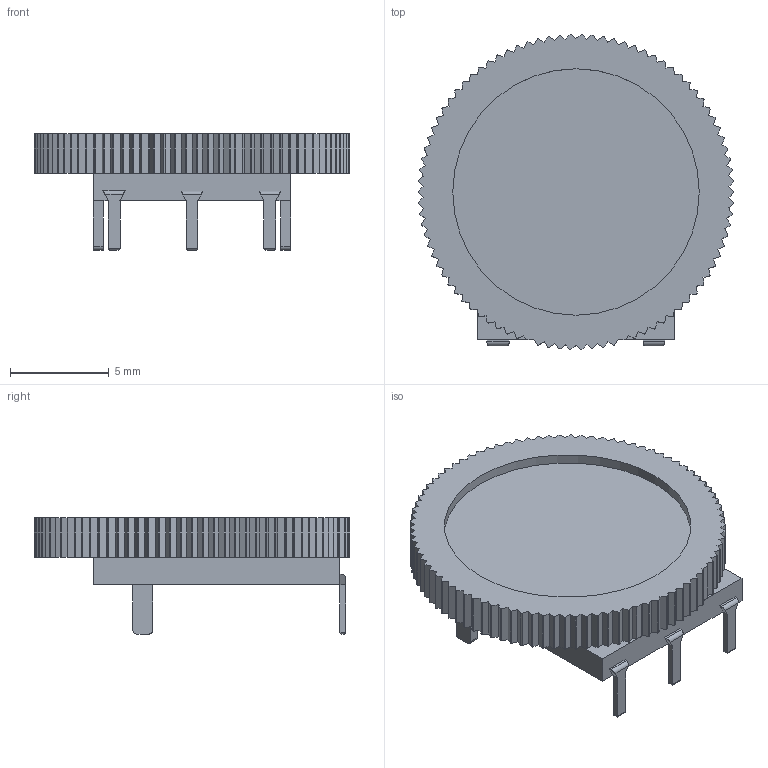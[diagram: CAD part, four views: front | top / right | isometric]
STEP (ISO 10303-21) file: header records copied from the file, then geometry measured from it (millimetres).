
FILE_DESCRIPTION(/* description */ (''),/* implementation_level */ '2;1');
FILE_NAME(/* name */ 'R0141-2-20k.step',/* time_stamp */ '2023-04-12T11:59:25+02:00',/* author */ (''),/* organization */ (''),/* preprocessor_version */ 'ST-DEVELOPER v19.2',/* originating_system */ 'Autodesk Translation Framework v12.4.0.73',/* authorisation */ '');
FILE_SCHEMA (('AUTOMOTIVE_DESIGN { 1 0 10303 214 3 1 1 }'));
Length unit declared in the file: millimetre
Products named in the file (1): R0141
Bounding box: 16 x 15.99 x 5.9 mm (x, y, z)
Volume: 509.3 mm3; surface area: 889.5 mm2
Topology: 4 solids, 4 shells, 336 faces, 958 edges, 630 vertices
Faces by surface type: plane 228, cylinder 108
Full cylindrical faces by diameter (mm): 12.5 x1
Entity records: 10924 total; most frequent: CARTESIAN_POINT 1925, ORIENTED_EDGE 1916, DIRECTION 1836, EDGE_CURVE 958, LINE 754, VECTOR 754, VERTEX_POINT 630, AXIS2_PLACEMENT_3D 541
